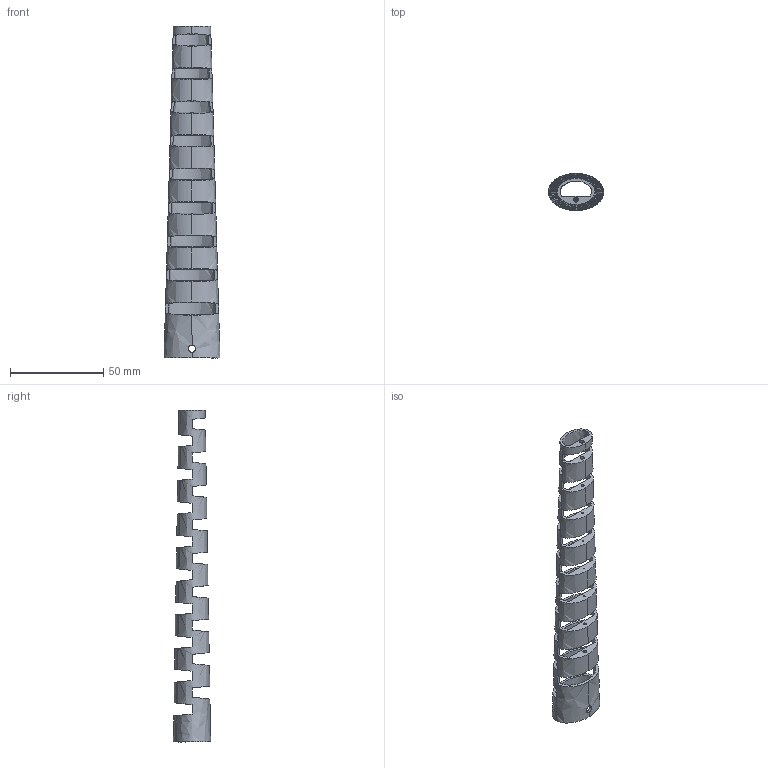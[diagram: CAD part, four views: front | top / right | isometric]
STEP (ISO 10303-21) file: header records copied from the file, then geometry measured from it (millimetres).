
FILE_DESCRIPTION (( 'STEP AP214' ), '1' );
FILE_NAME ('arm.STEP', '2024-12-08T03:14:58', ( '' ), ( '' ), 'SwSTEP 2.0', 'SolidWorks 2024', '' );
FILE_SCHEMA (( 'AUTOMOTIVE_DESIGN' ));
Length unit declared in the file: millimetre
Products named in the file (1): arm
Bounding box: 29.97 x 20 x 178 mm (x, y, z)
Volume: 15055.2 mm3; surface area: 18392.2 mm2
Topology: 1 solids, 1 shells, 112 faces, 420 edges, 280 vertices
Faces by surface type: plane 83, bspline 25, cylinder 4
Entity records: 9661 total; most frequent: CARTESIAN_POINT 6666, ORIENTED_EDGE 840, EDGE_CURVE 420, DIRECTION 300, B_SPLINE_CURVE_WITH_KNOTS 294, VERTEX_POINT 280, EDGE_LOOP 142, VECTOR 116
